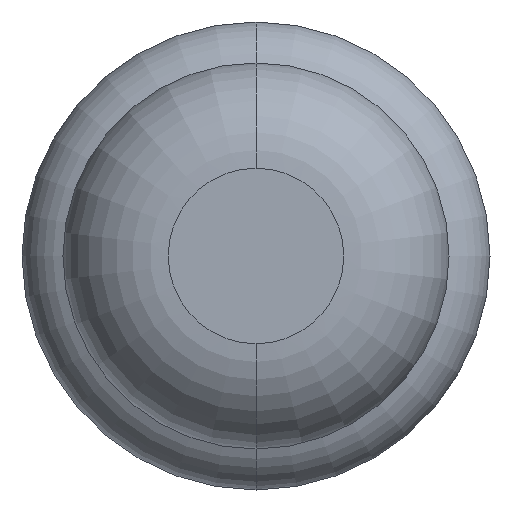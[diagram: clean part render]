
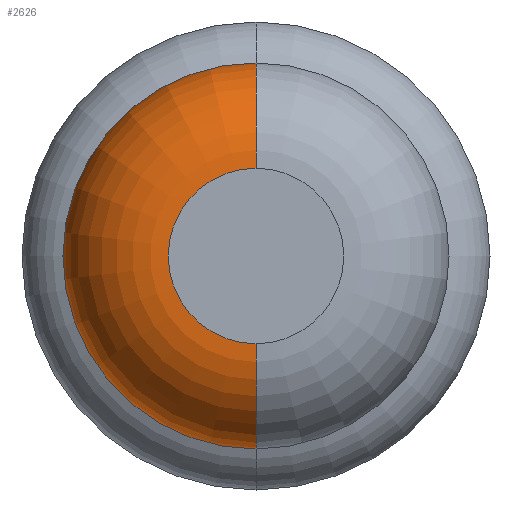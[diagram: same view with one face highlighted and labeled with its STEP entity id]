
A CAD part, front view. The second image highlights one B-rep face of the part: STEP entity #2626.
In plain terms, the highlighted toroidal (fillet/blend) face has major radius 0.375 mm and minor radius 0.45 mm.
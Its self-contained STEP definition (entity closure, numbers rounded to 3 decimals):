
#8 = VERTEX_POINT ( 'NONE', #1326 ) ;
#28 = VERTEX_POINT ( 'NONE', #3005 ) ;
#32 = CARTESIAN_POINT ( 'NONE',  ( 0., -29.95, 0.375 ) ) ;
#72 = ORIENTED_EDGE ( 'NONE', *, *, #341, .F. ) ;
#75 = DIRECTION ( 'NONE',  ( 0., 0., 1. ) ) ;
#76 = ORIENTED_EDGE ( 'NONE', *, *, #967, .T. ) ;
#165 = CARTESIAN_POINT ( 'NONE',  ( 0., -29.95, 0. ) ) ;
#341 = EDGE_CURVE ( 'Defeature ausgef�hrt1_8+Defeature ausgef�hrt1_7+Defeature ausgef�hrt1_7+Defeature ausgef�hrt1_7', #8, #28, #709, .T. ) ;
#395 = CIRCLE ( 'NONE', #3672, 0.375 ) ;
#462 = EDGE_LOOP ( 'NONE', ( #3439, #76, #1615, #72 ) ) ;
#470 = AXIS2_PLACEMENT_3D ( 'NONE', #4038, #3116, #3090 ) ;
#617 = CIRCLE ( 'NONE', #1438, 0.45 ) ;
#677 = DIRECTION ( 'NONE',  ( -1., 0., 0. ) ) ;
#709 = CIRCLE ( 'NONE', #470, 0.825 ) ;
#909 = DIRECTION ( 'NONE',  ( 0., 0., -1. ) ) ;
#967 = EDGE_CURVE ( 'Defeature ausgef�hrt1_7+Defeature ausgef�hrt1_6+Defeature ausgef�hrt1_6+Defeature ausgef�hrt1_6', #2707, #1135, #395, .T. ) ;
#1107 = CARTESIAN_POINT ( 'NONE',  ( 0., -30.4, 0. ) ) ;
#1135 = VERTEX_POINT ( 'NONE', #2600 ) ;
#1166 = DIRECTION ( 'NONE',  ( 0., 0., 1. ) ) ;
#1183 = CARTESIAN_POINT ( 'NONE',  ( 0., -29.95, -0.375 ) ) ;
#1326 = CARTESIAN_POINT ( 'NONE',  ( 0., -29.95, -0.825 ) ) ;
#1438 = AXIS2_PLACEMENT_3D ( 'NONE', #1183, #3089, #909 ) ;
#1615 = ORIENTED_EDGE ( 'NONE', *, *, #2989, .T. ) ;
#1764 = DIRECTION ( 'NONE',  ( 0., 1., 0. ) ) ;
#2400 = CIRCLE ( 'NONE', #2849, 0.45 ) ;
#2474 = CARTESIAN_POINT ( 'NONE',  ( 0., -30.4, -0.375 ) ) ;
#2600 = CARTESIAN_POINT ( 'NONE',  ( 0., -30.4, 0.375 ) ) ;
#2626 = ADVANCED_FACE ( 'Defeature ausgef�hrt1_7', ( #2926 ), #2634, .T. ) ;
#2634 = TOROIDAL_SURFACE ( 'NONE', #3203, 0.375, 0.45 ) ;
#2707 = VERTEX_POINT ( 'NONE', #2474 ) ;
#2849 = AXIS2_PLACEMENT_3D ( 'NONE', #32, #677, #75 ) ;
#2926 = FACE_OUTER_BOUND ( 'NONE', #462, .T. ) ;
#2969 = DIRECTION ( 'NONE',  ( 0., 1., 0. ) ) ;
#2989 = EDGE_CURVE ( 'NONE', #1135, #28, #2400, .T. ) ;
#3005 = CARTESIAN_POINT ( 'NONE',  ( 0., -29.95, 0.825 ) ) ;
#3089 = DIRECTION ( 'NONE',  ( 1., 0., 0. ) ) ;
#3090 = DIRECTION ( 'NONE',  ( 0., 0., 1. ) ) ;
#3116 = DIRECTION ( 'NONE',  ( 0., 1., 0. ) ) ;
#3203 = AXIS2_PLACEMENT_3D ( 'NONE', #165, #1764, #1166 ) ;
#3316 = DIRECTION ( 'NONE',  ( 0., 0., 1. ) ) ;
#3439 = ORIENTED_EDGE ( 'NONE', *, *, #3796, .F. ) ;
#3672 = AXIS2_PLACEMENT_3D ( 'NONE', #1107, #2969, #3316 ) ;
#3796 = EDGE_CURVE ( 'NONE', #2707, #8, #617, .T. ) ;
#4038 = CARTESIAN_POINT ( 'NONE',  ( 0., -29.95, 0. ) ) ;
